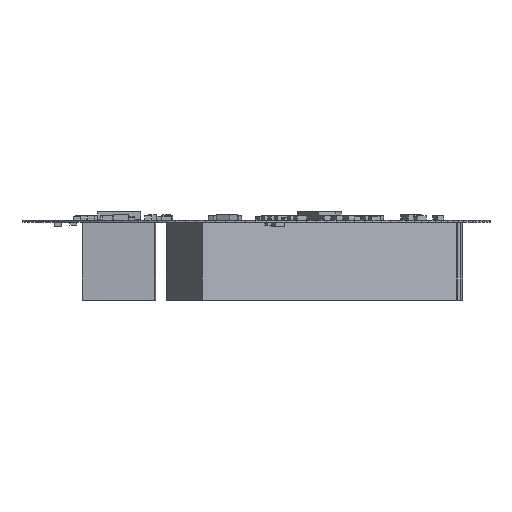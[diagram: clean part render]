
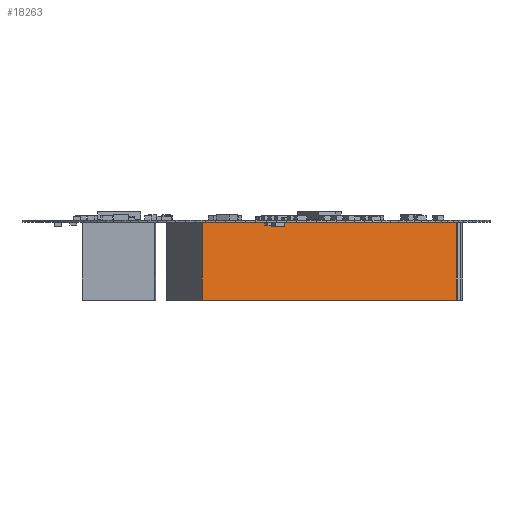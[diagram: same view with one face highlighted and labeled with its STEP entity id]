
A CAD part, left-side view. The second image highlights one B-rep face of the part: STEP entity #18263.
In plain terms, the highlighted planar face has unit normal (-0.866, -0.5, 0).
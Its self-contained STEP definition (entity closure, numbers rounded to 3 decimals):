
#18158 = PLANE('',#18159);
#18159 = AXIS2_PLACEMENT_3D('',#18160,#18161,#18162);
#18160 = CARTESIAN_POINT('',(-8.363,29.567,0.));
#18161 = DIRECTION('',(0.5,-0.866,0.));
#18162 = DIRECTION('',(-0.866,-0.5,0.));
#18183 = VERTEX_POINT('',#18184);
#18184 = CARTESIAN_POINT('',(-21.011,22.264,15.875));
#18198 = PLANE('',#18199);
#18199 = AXIS2_PLACEMENT_3D('',#18200,#18201,#18202);
#18200 = CARTESIAN_POINT('',(-8.363,29.567,15.875));
#18201 = DIRECTION('',(0.,0.,-1.));
#18202 = DIRECTION('',(-1.,0.,0.));
#18210 = EDGE_CURVE('',#18211,#18183,#18213,.T.);
#18211 = VERTEX_POINT('',#18212);
#18212 = CARTESIAN_POINT('',(-21.011,22.264,0.));
#18213 = SURFACE_CURVE('',#18214,(#18218,#18225),.PCURVE_S1.);
#18214 = LINE('',#18215,#18216);
#18215 = CARTESIAN_POINT('',(-21.011,22.264,0.));
#18216 = VECTOR('',#18217,1.);
#18217 = DIRECTION('',(0.,0.,1.));
#18218 = PCURVE('',#18158,#18219);
#18219 = DEFINITIONAL_REPRESENTATION('',(#18220),#18224);
#18220 = LINE('',#18221,#18222);
#18221 = CARTESIAN_POINT('',(14.605,0.));
#18222 = VECTOR('',#18223,1.);
#18223 = DIRECTION('',(0.,-1.));
#18224 = ( GEOMETRIC_REPRESENTATION_CONTEXT(2) 
PARAMETRIC_REPRESENTATION_CONTEXT() REPRESENTATION_CONTEXT('2D SPACE',''
  ) );
#18225 = PCURVE('',#18226,#18231);
#18226 = PLANE('',#18227);
#18227 = AXIS2_PLACEMENT_3D('',#18228,#18229,#18230);
#18228 = CARTESIAN_POINT('',(-21.011,22.264,0.));
#18229 = DIRECTION('',(0.866,0.5,0.));
#18230 = DIRECTION('',(0.5,-0.866,0.));
#18231 = DEFINITIONAL_REPRESENTATION('',(#18232),#18236);
#18232 = LINE('',#18233,#18234);
#18233 = CARTESIAN_POINT('',(0.,0.));
#18234 = VECTOR('',#18235,1.);
#18235 = DIRECTION('',(0.,-1.));
#18236 = ( GEOMETRIC_REPRESENTATION_CONTEXT(2) 
PARAMETRIC_REPRESENTATION_CONTEXT() REPRESENTATION_CONTEXT('2D SPACE',''
  ) );
#18252 = PLANE('',#18253);
#18253 = AXIS2_PLACEMENT_3D('',#18254,#18255,#18256);
#18254 = CARTESIAN_POINT('',(-8.363,29.567,0.));
#18255 = DIRECTION('',(0.,0.,-1.));
#18256 = DIRECTION('',(-1.,0.,0.));
#18263 = ADVANCED_FACE('',(#18264),#18226,.F.);
#18264 = FACE_BOUND('',#18265,.F.);
#18265 = EDGE_LOOP('',(#18266,#18267,#18290,#18318));
#18266 = ORIENTED_EDGE('',*,*,#18210,.T.);
#18267 = ORIENTED_EDGE('',*,*,#18268,.T.);
#18268 = EDGE_CURVE('',#18183,#18269,#18271,.T.);
#18269 = VERTEX_POINT('',#18270);
#18270 = CARTESIAN_POINT('',(8.913,-29.567,15.875));
#18271 = SURFACE_CURVE('',#18272,(#18276,#18283),.PCURVE_S1.);
#18272 = LINE('',#18273,#18274);
#18273 = CARTESIAN_POINT('',(-21.011,22.264,15.875));
#18274 = VECTOR('',#18275,1.);
#18275 = DIRECTION('',(0.5,-0.866,0.));
#18276 = PCURVE('',#18226,#18277);
#18277 = DEFINITIONAL_REPRESENTATION('',(#18278),#18282);
#18278 = LINE('',#18279,#18280);
#18279 = CARTESIAN_POINT('',(0.,-15.875));
#18280 = VECTOR('',#18281,1.);
#18281 = DIRECTION('',(1.,0.));
#18282 = ( GEOMETRIC_REPRESENTATION_CONTEXT(2) 
PARAMETRIC_REPRESENTATION_CONTEXT() REPRESENTATION_CONTEXT('2D SPACE',''
  ) );
#18283 = PCURVE('',#18198,#18284);
#18284 = DEFINITIONAL_REPRESENTATION('',(#18285),#18289);
#18285 = LINE('',#18286,#18287);
#18286 = CARTESIAN_POINT('',(12.648,-7.303));
#18287 = VECTOR('',#18288,1.);
#18288 = DIRECTION('',(-0.5,-0.866));
#18289 = ( GEOMETRIC_REPRESENTATION_CONTEXT(2) 
PARAMETRIC_REPRESENTATION_CONTEXT() REPRESENTATION_CONTEXT('2D SPACE',''
  ) );
#18290 = ORIENTED_EDGE('',*,*,#18291,.F.);
#18291 = EDGE_CURVE('',#18292,#18269,#18294,.T.);
#18292 = VERTEX_POINT('',#18293);
#18293 = CARTESIAN_POINT('',(8.913,-29.567,0.));
#18294 = SURFACE_CURVE('',#18295,(#18299,#18306),.PCURVE_S1.);
#18295 = LINE('',#18296,#18297);
#18296 = CARTESIAN_POINT('',(8.913,-29.567,0.));
#18297 = VECTOR('',#18298,1.);
#18298 = DIRECTION('',(0.,0.,1.));
#18299 = PCURVE('',#18226,#18300);
#18300 = DEFINITIONAL_REPRESENTATION('',(#18301),#18305);
#18301 = LINE('',#18302,#18303);
#18302 = CARTESIAN_POINT('',(59.849,0.));
#18303 = VECTOR('',#18304,1.);
#18304 = DIRECTION('',(0.,-1.));
#18305 = ( GEOMETRIC_REPRESENTATION_CONTEXT(2) 
PARAMETRIC_REPRESENTATION_CONTEXT() REPRESENTATION_CONTEXT('2D SPACE',''
  ) );
#18306 = PCURVE('',#18307,#18312);
#18307 = PLANE('',#18308);
#18308 = AXIS2_PLACEMENT_3D('',#18309,#18310,#18311);
#18309 = CARTESIAN_POINT('',(8.913,-29.567,0.));
#18310 = DIRECTION('',(-0.5,0.866,0.));
#18311 = DIRECTION('',(0.866,0.5,0.));
#18312 = DEFINITIONAL_REPRESENTATION('',(#18313),#18317);
#18313 = LINE('',#18314,#18315);
#18314 = CARTESIAN_POINT('',(0.,0.));
#18315 = VECTOR('',#18316,1.);
#18316 = DIRECTION('',(0.,-1.));
#18317 = ( GEOMETRIC_REPRESENTATION_CONTEXT(2) 
PARAMETRIC_REPRESENTATION_CONTEXT() REPRESENTATION_CONTEXT('2D SPACE',''
  ) );
#18318 = ORIENTED_EDGE('',*,*,#18319,.F.);
#18319 = EDGE_CURVE('',#18211,#18292,#18320,.T.);
#18320 = SURFACE_CURVE('',#18321,(#18325,#18332),.PCURVE_S1.);
#18321 = LINE('',#18322,#18323);
#18322 = CARTESIAN_POINT('',(-21.011,22.264,0.));
#18323 = VECTOR('',#18324,1.);
#18324 = DIRECTION('',(0.5,-0.866,0.));
#18325 = PCURVE('',#18226,#18326);
#18326 = DEFINITIONAL_REPRESENTATION('',(#18327),#18331);
#18327 = LINE('',#18328,#18329);
#18328 = CARTESIAN_POINT('',(0.,0.));
#18329 = VECTOR('',#18330,1.);
#18330 = DIRECTION('',(1.,0.));
#18331 = ( GEOMETRIC_REPRESENTATION_CONTEXT(2) 
PARAMETRIC_REPRESENTATION_CONTEXT() REPRESENTATION_CONTEXT('2D SPACE',''
  ) );
#18332 = PCURVE('',#18252,#18333);
#18333 = DEFINITIONAL_REPRESENTATION('',(#18334),#18338);
#18334 = LINE('',#18335,#18336);
#18335 = CARTESIAN_POINT('',(12.648,-7.303));
#18336 = VECTOR('',#18337,1.);
#18337 = DIRECTION('',(-0.5,-0.866));
#18338 = ( GEOMETRIC_REPRESENTATION_CONTEXT(2) 
PARAMETRIC_REPRESENTATION_CONTEXT() REPRESENTATION_CONTEXT('2D SPACE',''
  ) );
